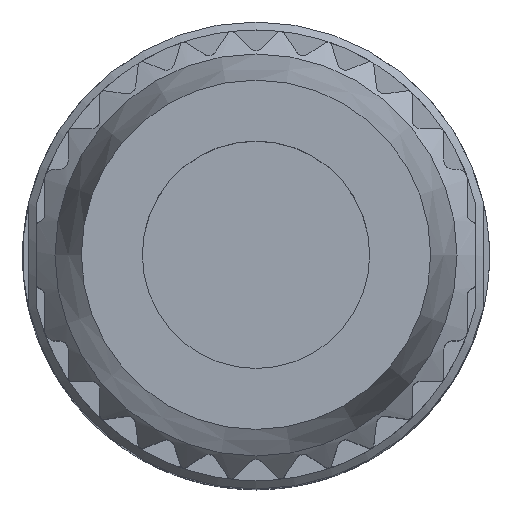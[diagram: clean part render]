
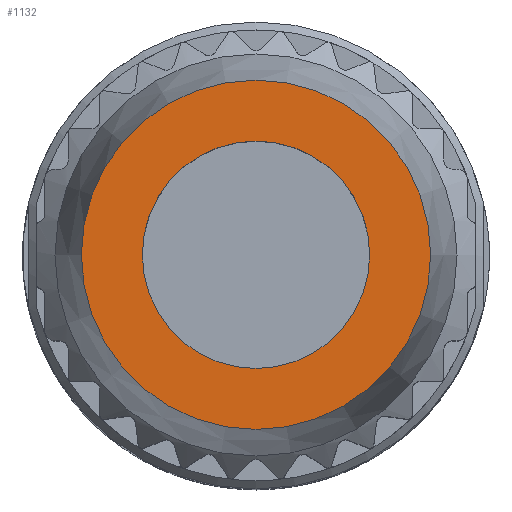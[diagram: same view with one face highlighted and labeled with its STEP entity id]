
A CAD part, top view. The second image highlights one B-rep face of the part: STEP entity #1132.
In plain terms, the highlighted planar face has unit normal (0, 0, 1).
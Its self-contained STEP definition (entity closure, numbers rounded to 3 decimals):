
#687=PLANE('',#9566);
#838=FACE_BOUND('',#2346,.T.);
#839=FACE_BOUND('',#2347,.T.);
#1132=ADVANCED_FACE('',(#838,#839),#687,.T.);
#2346=EDGE_LOOP('',(#4242));
#2347=EDGE_LOOP('',(#4243));
#2728=CIRCLE('',#9563,2.8);
#2729=CIRCLE('',#9565,4.3);
#4242=ORIENTED_EDGE('',*,*,#7243,.F.);
#4243=ORIENTED_EDGE('',*,*,#7244,.F.);
#6094=VERTEX_POINT('',#16276);
#6095=VERTEX_POINT('',#16279);
#7243=EDGE_CURVE('',#6094,#6094,#2728,.T.);
#7244=EDGE_CURVE('',#6095,#6095,#2729,.T.);
#9563=AXIS2_PLACEMENT_3D('',#16275,#10964,#10965);
#9565=AXIS2_PLACEMENT_3D('',#16278,#10968,#10969);
#9566=AXIS2_PLACEMENT_3D('',#16280,#10970,#10971);
#10964=DIRECTION('',(0.,0.,1.));
#10965=DIRECTION('',(1.,0.,0.));
#10968=DIRECTION('',(0.,0.,-1.));
#10969=DIRECTION('',(1.,0.,0.));
#10970=DIRECTION('',(0.,0.,1.));
#10971=DIRECTION('',(0.,1.,0.));
#16275=CARTESIAN_POINT('',(101.422,-57.925,21.6));
#16276=CARTESIAN_POINT('',(104.222,-57.925,21.6));
#16278=CARTESIAN_POINT('',(101.422,-57.925,21.6));
#16279=CARTESIAN_POINT('',(105.722,-57.925,21.6));
#16280=CARTESIAN_POINT('',(96.692,-53.195,21.6));
